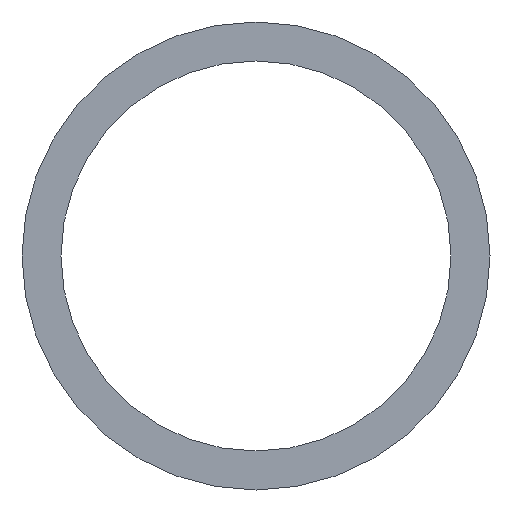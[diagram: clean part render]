
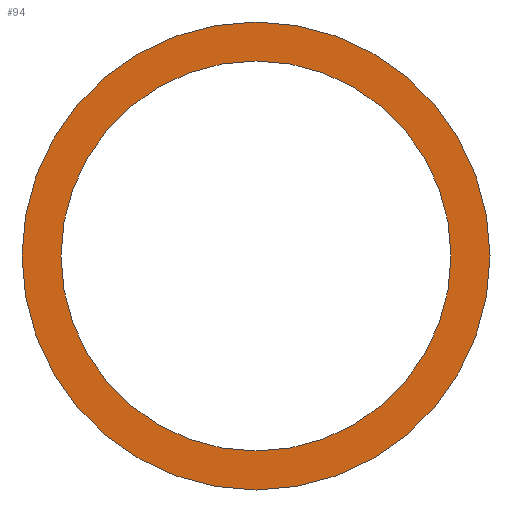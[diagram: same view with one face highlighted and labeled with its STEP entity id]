
A CAD part, front view. The second image highlights one B-rep face of the part: STEP entity #94.
In plain terms, the highlighted planar face has unit normal (0, -1, 0).
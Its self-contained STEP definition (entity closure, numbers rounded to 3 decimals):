
#3 = VERTEX_POINT ( 'NONE', #83 ) ;
#5 = CARTESIAN_POINT ( 'NONE',  ( 0., 0., 0. ) ) ;
#8 = CARTESIAN_POINT ( 'NONE',  ( 0., 0., -6. ) ) ;
#12 = EDGE_CURVE ( 'NONE', #117, #3, #249, .T. ) ;
#14 = CIRCLE ( 'NONE', #206, 5. ) ;
#15 = VERTEX_POINT ( 'NONE', #160 ) ;
#19 = DIRECTION ( 'NONE',  ( 0., 1., 0. ) ) ;
#20 = FACE_OUTER_BOUND ( 'NONE', #151, .T. ) ;
#26 = CARTESIAN_POINT ( 'NONE',  ( 0., 0., 0. ) ) ;
#28 = AXIS2_PLACEMENT_3D ( 'NONE', #176, #19, #196 ) ;
#36 = AXIS2_PLACEMENT_3D ( 'NONE', #144, #74, #242 ) ;
#42 = AXIS2_PLACEMENT_3D ( 'NONE', #26, #219, #108 ) ;
#48 = DIRECTION ( 'NONE',  ( 0., 1., 0. ) ) ;
#74 = DIRECTION ( 'NONE',  ( 0., 1., 0. ) ) ;
#79 = ORIENTED_EDGE ( 'NONE', *, *, #155, .F. ) ;
#82 = ORIENTED_EDGE ( 'NONE', *, *, #174, .F. ) ;
#83 = CARTESIAN_POINT ( 'NONE',  ( 0., 0., 5. ) ) ;
#94 = ADVANCED_FACE ( 'NONE', ( #20, #127 ), #142, .F. ) ;
#98 = ORIENTED_EDGE ( 'NONE', *, *, #12, .T. ) ;
#108 = DIRECTION ( 'NONE',  ( 0., 0., 1. ) ) ;
#117 = VERTEX_POINT ( 'NONE', #178 ) ;
#120 = EDGE_LOOP ( 'NONE', ( #98, #157 ) ) ;
#122 = CIRCLE ( 'NONE', #42, 6. ) ;
#127 = FACE_BOUND ( 'NONE', #120, .T. ) ;
#142 = PLANE ( 'NONE',  #143 ) ;
#143 = AXIS2_PLACEMENT_3D ( 'NONE', #5, #48, #159 ) ;
#144 = CARTESIAN_POINT ( 'NONE',  ( 0., 0., 0. ) ) ;
#149 = DIRECTION ( 'NONE',  ( 0., 1., 0. ) ) ;
#151 = EDGE_LOOP ( 'NONE', ( #79, #82 ) ) ;
#155 = EDGE_CURVE ( 'NONE', #209, #15, #122, .T. ) ;
#157 = ORIENTED_EDGE ( 'NONE', *, *, #244, .T. ) ;
#159 = DIRECTION ( 'NONE',  ( 0., 0., 1. ) ) ;
#160 = CARTESIAN_POINT ( 'NONE',  ( 0., 0., 6. ) ) ;
#174 = EDGE_CURVE ( 'NONE', #15, #209, #205, .T. ) ;
#176 = CARTESIAN_POINT ( 'NONE',  ( 0., 0., 0. ) ) ;
#178 = CARTESIAN_POINT ( 'NONE',  ( 0., 0., -5. ) ) ;
#196 = DIRECTION ( 'NONE',  ( 0., 0., 1. ) ) ;
#205 = CIRCLE ( 'NONE', #36, 6. ) ;
#206 = AXIS2_PLACEMENT_3D ( 'NONE', #227, #149, #223 ) ;
#209 = VERTEX_POINT ( 'NONE', #8 ) ;
#219 = DIRECTION ( 'NONE',  ( 0., 1., 0. ) ) ;
#223 = DIRECTION ( 'NONE',  ( 0., 0., 1. ) ) ;
#227 = CARTESIAN_POINT ( 'NONE',  ( 0., 0., 0. ) ) ;
#242 = DIRECTION ( 'NONE',  ( 0., 0., 1. ) ) ;
#244 = EDGE_CURVE ( 'NONE', #3, #117, #14, .T. ) ;
#249 = CIRCLE ( 'NONE', #28, 5. ) ;
